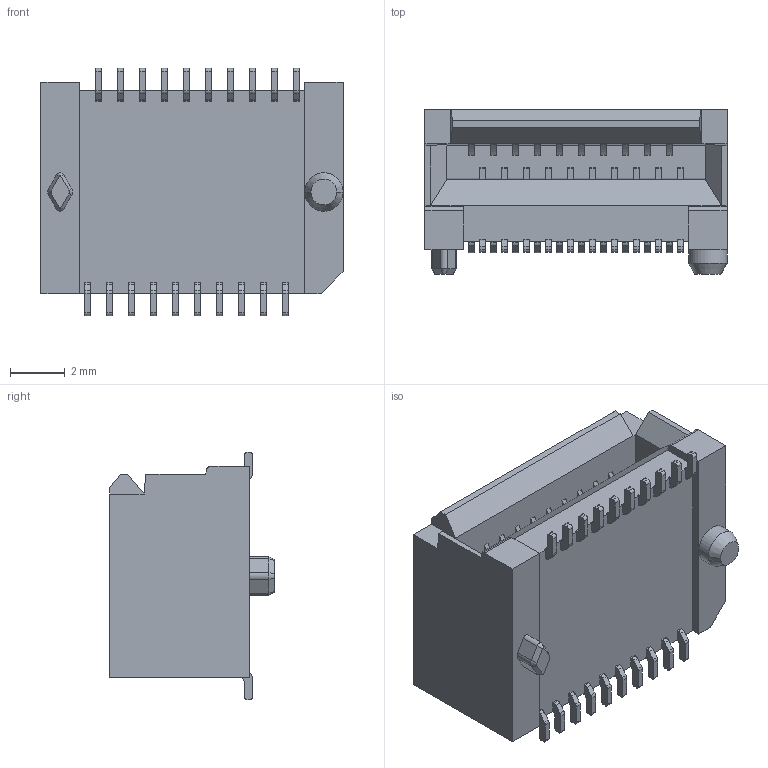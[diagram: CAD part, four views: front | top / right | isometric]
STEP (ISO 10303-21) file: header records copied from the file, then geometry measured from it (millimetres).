
FILE_DESCRIPTION((''),'2;1');
FILE_NAME('C-1888247-1','2021-09-24T06:05:09',('workeradm'),('TE Connectivity Ltd.'),'CREO PARAMETRIC BY PTC INC, 2021072','CREO PARAMETRIC BY PTC INC, 2021072','');
FILE_SCHEMA(('AUTOMOTIVE_DESIGN { 1 0 10303 214 1 1 1 1 }'));
Length unit declared in the file: millimetre
Products named in the file (1): C-1888247-1
Bounding box: 11 x 6 x 9 mm (x, y, z)
Volume: 320.3 mm3; surface area: 519.3 mm2
Topology: 1 solids, 1 shells, 447 faces, 1273 edges, 840 vertices
Faces by surface type: plane 273, cylinder 168, cone 6
Entity records: 14757 total; most frequent: CARTESIAN_POINT 2562, ORIENTED_EDGE 2546, DIRECTION 2509, EDGE_CURVE 1273, VECTOR 931, LINE 931, VERTEX_POINT 840, AXIS2_PLACEMENT_3D 789
